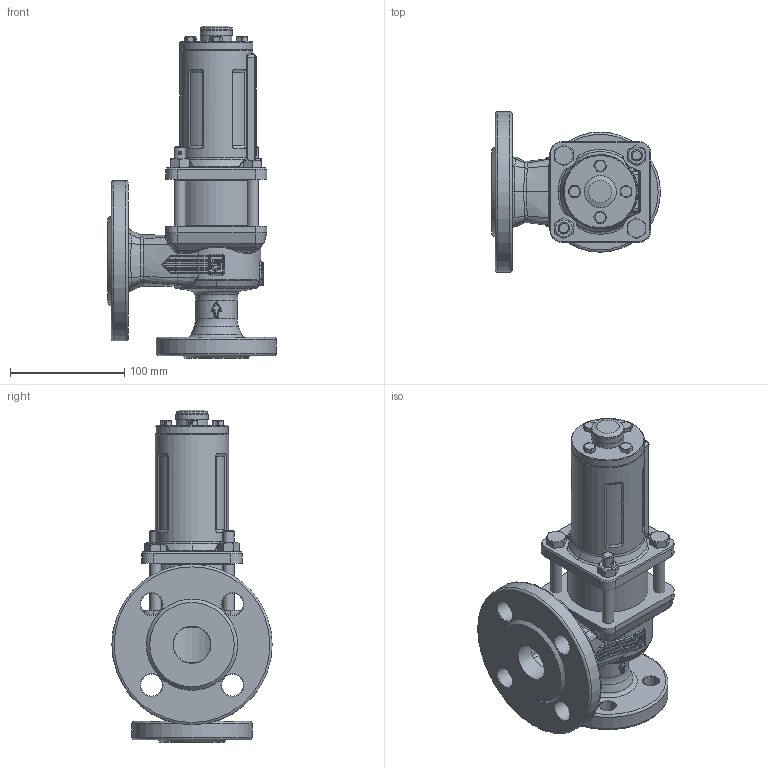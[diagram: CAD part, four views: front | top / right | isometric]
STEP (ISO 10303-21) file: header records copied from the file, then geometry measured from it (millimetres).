
FILE_DESCRIPTION(('HOOPS Exchange Step'),'2;1');
FILE_NAME('SF0602_DN20_20-32.stp','2025-06-27T13:22:10+02:00',('nieru'),('Unknown organisation'),'HOOPS Exchange 2024.2','HOOPS Exchange','Unknown authorisation');
FILE_SCHEMA( ('AP203_CONFIGURATION_CONTROLLED_3D_DESIGN_OF_MECHANICAL_PARTS_AND_ASSEMBLIES_MIM_LF') );
Length unit declared in the file: millimetre
Products named in the file (2): 0; root
Assembly tree (1 placements, depth 2):
  root
    0
Bounding box: 147.5 x 140 x 290 mm (x, y, z)
Volume: 1201096.6 mm3; surface area: 200656.2 mm2
Topology: 16 solids, 16 shells, 1293 faces, 3204 edges, 1932 vertices
Faces by surface type: bspline 483, cylinder 330, plane 261, torus 136, cone 78, sphere 5
Full cylindrical faces by diameter (mm): 2 x2, 3 x1, 8.376 x2, 8.9 x4, 10 x8, 14 x4, 19 x4, 22.3 x1, 25.8 x1, 28 x3, 35.863 x1, 36.3 x1, 64 x2, 66 x2, 66.156 x1, 70 x1, 105 x1, 140 x1
Entity records: 86990 total; most frequent: CARTESIAN_POINT 59610, ORIENTED_EDGE 6226, DIRECTION 4531, EDGE_CURVE 3113, VERTEX_POINT 1932, AXIS2_PLACEMENT_3D 1843, EDGE_LOOP 1403, FACE_BOUND 1403
